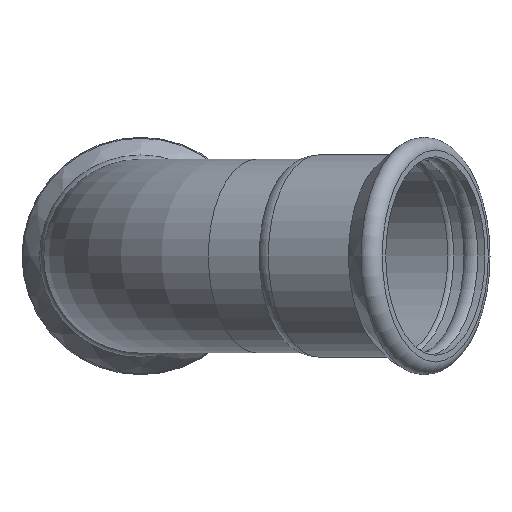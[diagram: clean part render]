
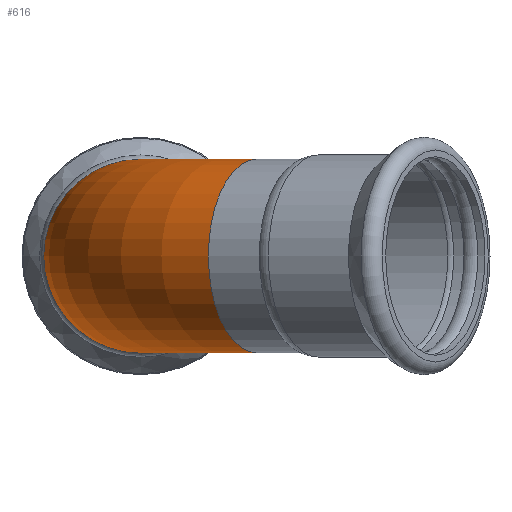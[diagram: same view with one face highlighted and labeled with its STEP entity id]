
A CAD part, left-side view. The second image highlights one B-rep face of the part: STEP entity #616.
In plain terms, the highlighted toroidal (fillet/blend) face has major radius 129.6 mm and minor radius 54 mm.
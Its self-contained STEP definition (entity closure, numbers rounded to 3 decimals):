
#66=TOROIDAL_SURFACE('',#749,129.6,54.);
#94=FACE_OUTER_BOUND('',#124,.T.);
#124=EDGE_LOOP('',(#581,#582,#583,#584,#585,#586));
#172=CIRCLE('',#693,54.);
#173=CIRCLE('',#694,54.);
#199=CIRCLE('',#730,54.);
#200=CIRCLE('',#731,54.);
#212=CIRCLE('',#750,75.6);
#255=VERTEX_POINT('',#1150);
#256=VERTEX_POINT('',#1152);
#278=VERTEX_POINT('',#1215);
#279=VERTEX_POINT('',#1217);
#339=EDGE_CURVE('',#255,#256,#172,.T.);
#340=EDGE_CURVE('',#256,#255,#173,.T.);
#371=EDGE_CURVE('',#279,#278,#199,.T.);
#372=EDGE_CURVE('',#278,#279,#200,.T.);
#386=EDGE_CURVE('',#278,#255,#212,.T.);
#581=ORIENTED_EDGE('',*,*,#371,.T.);
#582=ORIENTED_EDGE('',*,*,#386,.T.);
#583=ORIENTED_EDGE('',*,*,#340,.F.);
#584=ORIENTED_EDGE('',*,*,#339,.F.);
#585=ORIENTED_EDGE('',*,*,#386,.F.);
#586=ORIENTED_EDGE('',*,*,#372,.T.);
#616=ADVANCED_FACE('',(#94),#66,.T.);
#693=AXIS2_PLACEMENT_3D('',#1153,#870,#871);
#694=AXIS2_PLACEMENT_3D('',#1154,#872,#873);
#730=AXIS2_PLACEMENT_3D('',#1218,#949,#950);
#731=AXIS2_PLACEMENT_3D('',#1219,#951,#952);
#749=AXIS2_PLACEMENT_3D('',#1246,#989,#990);
#750=AXIS2_PLACEMENT_3D('',#1247,#991,#992);
#870=DIRECTION('center_axis',(-0.5,-0.866,0.));
#871=DIRECTION('ref_axis',(0.,0.,-1.));
#872=DIRECTION('center_axis',(-0.5,-0.866,0.));
#873=DIRECTION('ref_axis',(0.,0.,-1.));
#949=DIRECTION('center_axis',(-1.,0.,0.));
#950=DIRECTION('ref_axis',(0.,0.,-1.));
#951=DIRECTION('center_axis',(-1.,0.,0.));
#952=DIRECTION('ref_axis',(0.,0.,-1.));
#989=DIRECTION('center_axis',(0.,0.,-1.));
#990=DIRECTION('ref_axis',(-1.,0.,0.));
#991=DIRECTION('center_axis',(0.,0.,1.));
#992=DIRECTION('ref_axis',(-1.,0.,0.));
#1150=CARTESIAN_POINT('',(-180.472,-91.8,0.));
#1152=CARTESIAN_POINT('',(-227.237,-64.8,54.));
#1153=CARTESIAN_POINT('Origin',(-227.237,-64.8,0.));
#1154=CARTESIAN_POINT('Origin',(-227.237,-64.8,0.));
#1215=CARTESIAN_POINT('',(-115.,-54.,0.));
#1217=CARTESIAN_POINT('',(-115.,0.,54.));
#1218=CARTESIAN_POINT('Origin',(-115.,0.,0.));
#1219=CARTESIAN_POINT('Origin',(-115.,0.,0.));
#1246=CARTESIAN_POINT('Origin',(-115.,-129.6,0.));
#1247=CARTESIAN_POINT('Origin',(-115.,-129.6,0.));
